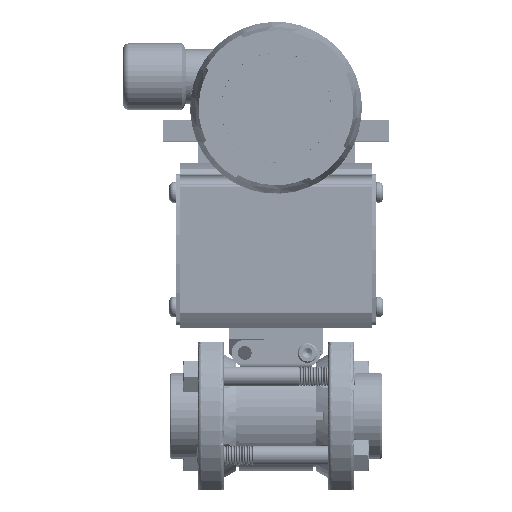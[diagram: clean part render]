
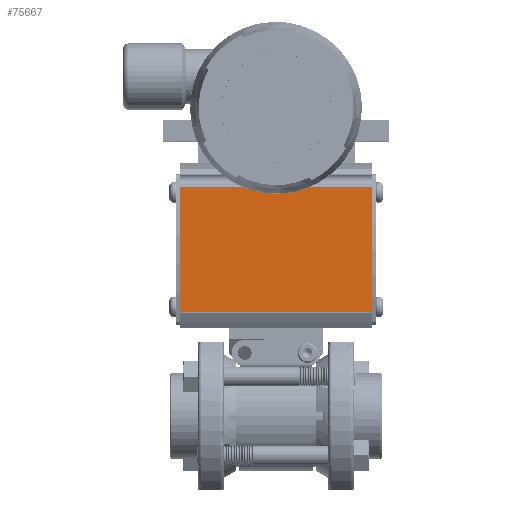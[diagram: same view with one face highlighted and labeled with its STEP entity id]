
A CAD part, top view. The second image highlights one B-rep face of the part: STEP entity #75667.
In plain terms, the highlighted planar face has unit normal (0, 0, 1).
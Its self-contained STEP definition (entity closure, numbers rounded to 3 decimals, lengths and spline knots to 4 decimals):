
#3422 = CARTESIAN_POINT ( 'NONE',  ( -5.0403, 3.6471, 1.17 ) ) ;
#12756 = CARTESIAN_POINT ( 'NONE',  ( -5.0403, 1.6529, 1.17 ) ) ;
#16802 = CARTESIAN_POINT ( 'NONE',  ( 1.5275, 1.6529, 1.17 ) ) ;
#26921 = EDGE_CURVE ( 'NONE', #39715, #180941, #109190, .T. ) ;
#32003 = VECTOR ( 'NONE', #112211, 39.3701 ) ;
#39715 = VERTEX_POINT ( 'NONE', #168611 ) ;
#41881 = EDGE_CURVE ( 'NONE', #39715, #83641, #70326, .T. ) ;
#44949 = CARTESIAN_POINT ( 'NONE',  ( -1.5275, 3.6471, 1.17 ) ) ;
#45024 = CARTESIAN_POINT ( 'NONE',  ( -1.5275, 3.6544, 1.17 ) ) ;
#45315 = CARTESIAN_POINT ( 'NONE',  ( 1.5275, 3.6544, 1.17 ) ) ;
#48110 = AXIS2_PLACEMENT_3D ( 'NONE', #166857, #67238, #183679 ) ;
#48907 = VERTEX_POINT ( 'NONE', #177966 ) ;
#50559 = PLANE ( 'NONE',  #48110 ) ;
#67238 = DIRECTION ( 'NONE',  ( 0., 0., -1. ) ) ;
#70326 = LINE ( 'NONE', #12756, #192802 ) ;
#75667 = ADVANCED_FACE ( 'NONE', ( #127508 ), #50559, .F. ) ;
#75901 = ORIENTED_EDGE ( 'NONE', *, *, #26921, .F. ) ;
#76205 = LINE ( 'NONE', #45315, #32003 ) ;
#83641 = VERTEX_POINT ( 'NONE', #16802 ) ;
#109190 = LINE ( 'NONE', #45024, #148162 ) ;
#112211 = DIRECTION ( 'NONE',  ( 0., -1., 0. ) ) ;
#122734 = VECTOR ( 'NONE', #186118, 39.3701 ) ;
#127508 = FACE_OUTER_BOUND ( 'NONE', #177646, .T. ) ;
#127736 = EDGE_CURVE ( 'NONE', #48907, #83641, #76205, .T. ) ;
#127947 = LINE ( 'NONE', #3422, #122734 ) ;
#137995 = EDGE_CURVE ( 'NONE', #48907, #180941, #127947, .T. ) ;
#148162 = VECTOR ( 'NONE', #161345, 39.3701 ) ;
#150893 = ORIENTED_EDGE ( 'NONE', *, *, #137995, .T. ) ;
#154738 = ORIENTED_EDGE ( 'NONE', *, *, #127736, .F. ) ;
#161345 = DIRECTION ( 'NONE',  ( 0., 1., 0. ) ) ;
#166857 = CARTESIAN_POINT ( 'NONE',  ( -5.0403, 3.6544, 1.17 ) ) ;
#168611 = CARTESIAN_POINT ( 'NONE',  ( -1.5275, 1.6529, 1.17 ) ) ;
#177646 = EDGE_LOOP ( 'NONE', ( #154738, #150893, #75901, #204560 ) ) ;
#177966 = CARTESIAN_POINT ( 'NONE',  ( 1.5275, 3.6471, 1.17 ) ) ;
#179332 = DIRECTION ( 'NONE',  ( 1., 0., 0. ) ) ;
#180941 = VERTEX_POINT ( 'NONE', #44949 ) ;
#183679 = DIRECTION ( 'NONE',  ( 0., -1., 0. ) ) ;
#186118 = DIRECTION ( 'NONE',  ( -1., 0., 0. ) ) ;
#192802 = VECTOR ( 'NONE', #179332, 39.3701 ) ;
#204560 = ORIENTED_EDGE ( 'NONE', *, *, #41881, .T. ) ;
